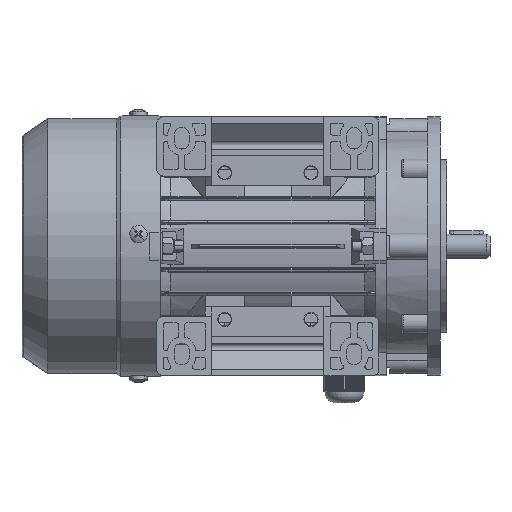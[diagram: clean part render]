
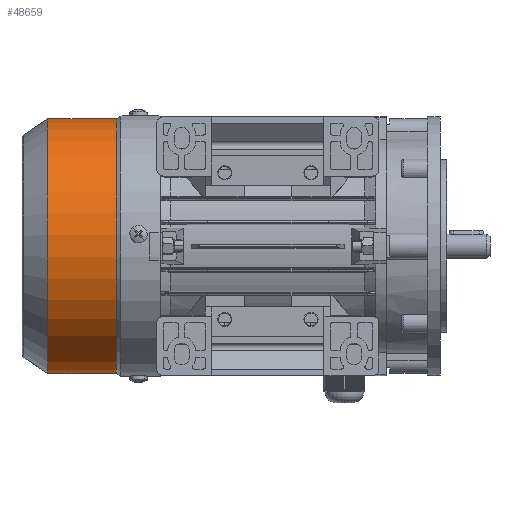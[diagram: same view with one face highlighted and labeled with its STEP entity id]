
A CAD part, front view. The second image highlights one B-rep face of the part: STEP entity #48659.
In plain terms, the highlighted cylindrical face has radius 59.3 mm (diameter 118.6 mm), a partial arc.
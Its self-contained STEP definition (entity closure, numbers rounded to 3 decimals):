
#20962 = CARTESIAN_POINT ( 'NONE',  ( 20.3, 0., 59.3 ) ) ;
#21036 = CARTESIAN_POINT ( 'NONE',  ( 20.3, 0., -59.3 ) ) ;
#21832 = CARTESIAN_POINT ( 'NONE',  ( 52., 0., -59.3 ) ) ;
#22014 = DIRECTION ( 'NONE',  ( -1., 0., 0. ) ) ;
#22015 = VECTOR ( 'NONE', #22014, 1000. ) ;
#22017 = CARTESIAN_POINT ( 'NONE',  ( 0., 0., -59.3 ) ) ;
#22019 = LINE ( 'NONE', #22017, #22015 ) ;
#22285 = CARTESIAN_POINT ( 'NONE',  ( 52., 0., 59.3 ) ) ;
#24185 = DIRECTION ( 'NONE',  ( -1., 0., 0. ) ) ;
#24186 = VECTOR ( 'NONE', #24185, 1000. ) ;
#24188 = CARTESIAN_POINT ( 'NONE',  ( 0., 0., 59.3 ) ) ;
#24190 = LINE ( 'NONE', #24188, #24186 ) ;
#24626 = VERTEX_POINT ( 'NONE', #20962 ) ;
#24665 = VERTEX_POINT ( 'NONE', #21036 ) ;
#25054 = VERTEX_POINT ( 'NONE', #21832 ) ;
#25134 = EDGE_CURVE ( 'NONE', #25054, #24665, #22019, .T. ) ;
#25170 = VERTEX_POINT ( 'NONE', #22285 ) ;
#25812 = EDGE_CURVE ( 'NONE', #25170, #24626, #24190, .T. ) ;
#48558 = ORIENTED_EDGE ( 'NONE', *, *, #48559, .F. ) ;
#48559 = EDGE_CURVE ( 'NONE', #24665, #24626, #72219, .T. ) ;
#48656 = EDGE_CURVE ( 'NONE', #25054, #25170, #72307, .T. ) ;
#48659 = ADVANCED_FACE ( 'NONE', ( #72299 ), #72297, .T. ) ;
#48665 = EDGE_LOOP ( 'NONE', ( #48667, #48670, #48672, #48558 ) ) ;
#48667 = ORIENTED_EDGE ( 'NONE', *, *, #25134, .F. ) ;
#48670 = ORIENTED_EDGE ( 'NONE', *, *, #48656, .T. ) ;
#48672 = ORIENTED_EDGE ( 'NONE', *, *, #25812, .T. ) ;
#72212 = DIRECTION ( 'NONE',  ( 0., 0., 1. ) ) ;
#72213 = DIRECTION ( 'NONE',  ( -1., 0., 0. ) ) ;
#72214 = CARTESIAN_POINT ( 'NONE',  ( 20.3, 0., 0. ) ) ;
#72215 = AXIS2_PLACEMENT_3D ( 'NONE', #72214, #72213, #72212 ) ;
#72219 = CIRCLE ( 'NONE', #72215, 59.3 ) ;
#72293 = DIRECTION ( 'NONE',  ( 0., 0., 1. ) ) ;
#72294 = DIRECTION ( 'NONE',  ( -1., 0., 0. ) ) ;
#72295 = CARTESIAN_POINT ( 'NONE',  ( 0., 0., 0. ) ) ;
#72296 = AXIS2_PLACEMENT_3D ( 'NONE', #72295, #72294, #72293 ) ;
#72297 = CYLINDRICAL_SURFACE ( 'NONE', #72296, 59.3 ) ;
#72299 = FACE_OUTER_BOUND ( 'NONE', #48665, .T. ) ;
#72303 = DIRECTION ( 'NONE',  ( 0., 0., 1. ) ) ;
#72304 = DIRECTION ( 'NONE',  ( -1., 0., 0. ) ) ;
#72305 = CARTESIAN_POINT ( 'NONE',  ( 52., 0., 0. ) ) ;
#72306 = AXIS2_PLACEMENT_3D ( 'NONE', #72305, #72304, #72303 ) ;
#72307 = CIRCLE ( 'NONE', #72306, 59.3 ) ;
